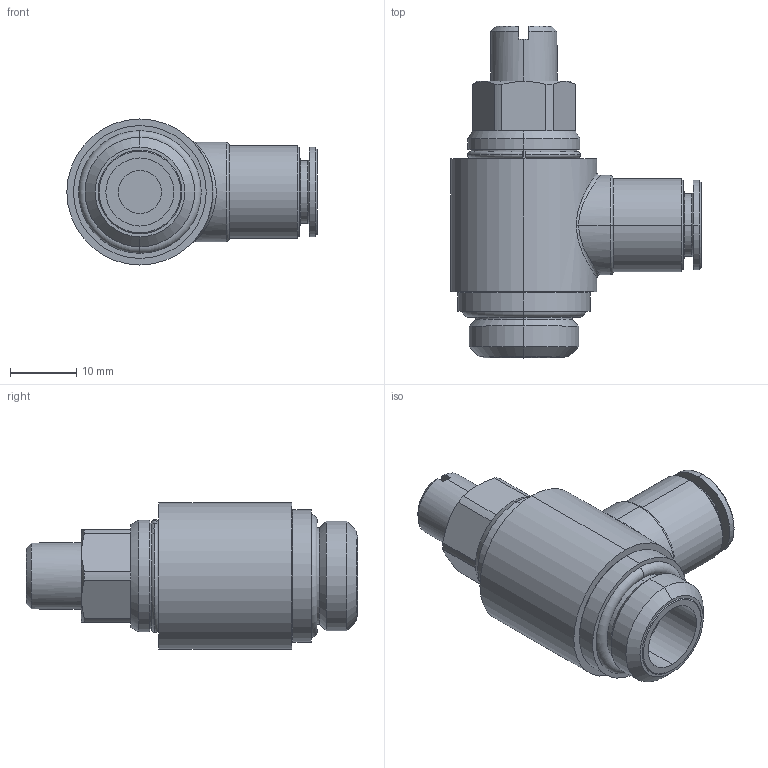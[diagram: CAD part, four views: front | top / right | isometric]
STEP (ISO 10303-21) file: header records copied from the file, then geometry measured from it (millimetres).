
FILE_DESCRIPTION (( 'STEP AP203' ), '1' );
FILE_NAME ('04080C43.STEP', '2010-04-29T07:31:27', ( '' ), ( 'sopra-pneumatic' ), 'SwSTEP 2.0', 'SolidWorks 2009', '' );
FILE_SCHEMA (( 'CONFIG_CONTROL_DESIGN' ));
Length unit declared in the file: millimetre
Products named in the file (1): 04080C43
Bounding box: 37.7 x 50 x 22 mm (x, y, z)
Volume: 13518.2 mm3; surface area: 5426.8 mm2
Topology: 2 solids, 4 shells, 109 faces, 225 edges, 138 vertices
Faces by surface type: cylinder 41, plane 36, cone 24, torus 6, bspline 2
Entity records: 4229 total; most frequent: CARTESIAN_POINT 1797, DIRECTION 535, ORIENTED_EDGE 450, AXIS2_PLACEMENT_3D 227, EDGE_CURVE 225, VERTEX_POINT 138, EDGE_LOOP 123, CIRCLE 119
